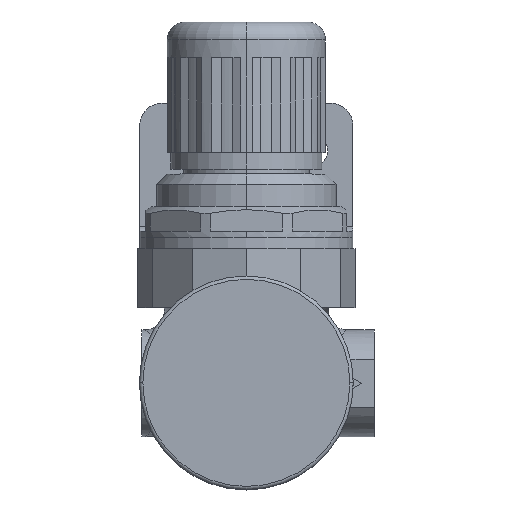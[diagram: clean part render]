
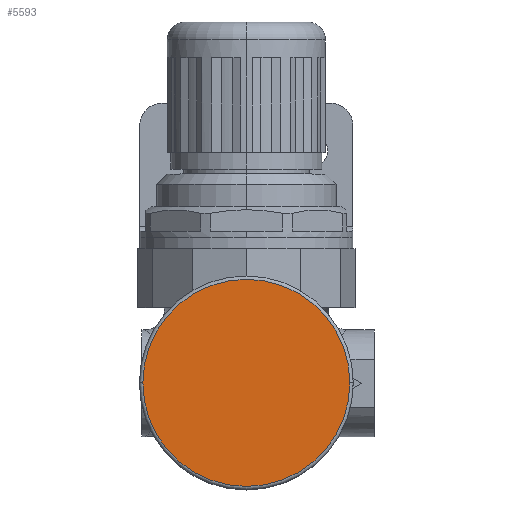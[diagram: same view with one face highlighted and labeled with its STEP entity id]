
A CAD part, top view. The second image highlights one B-rep face of the part: STEP entity #5593.
In plain terms, the highlighted planar face has unit normal (0, 0, 1).
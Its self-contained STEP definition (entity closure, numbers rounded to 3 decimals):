
#335 = FACE_OUTER_BOUND ( 'NONE', #12459, .T. ) ;
#1903 = ORIENTED_EDGE ( 'NONE', *, *, #11480, .F. ) ;
#1950 = AXIS2_PLACEMENT_3D ( 'NONE', #10565, #4678, #11559 ) ;
#2868 = ORIENTED_EDGE ( 'NONE', *, *, #10469, .F. ) ;
#3420 = CARTESIAN_POINT ( 'NONE',  ( 18.45, 0., 32. ) ) ;
#4185 = CARTESIAN_POINT ( 'NONE',  ( 0., 0., 32. ) ) ;
#4678 = DIRECTION ( 'NONE',  ( 0., 0., -1. ) ) ;
#5190 = DIRECTION ( 'NONE',  ( -1., 0., 0. ) ) ;
#5593 = ADVANCED_FACE ( 'NONE', ( #335 ), #12879, .T. ) ;
#5916 = VERTEX_POINT ( 'NONE', #12053 ) ;
#6049 = DIRECTION ( 'NONE',  ( 1., 0., 0. ) ) ;
#6515 = AXIS2_PLACEMENT_3D ( 'NONE', #9925, #11901, #6049 ) ;
#7868 = CIRCLE ( 'NONE', #1950, 18.45 ) ;
#8171 = CIRCLE ( 'NONE', #10915, 18.45 ) ;
#8185 = VERTEX_POINT ( 'NONE', #3420 ) ;
#9925 = CARTESIAN_POINT ( 'NONE',  ( -18.45, 0., 32. ) ) ;
#10469 = EDGE_CURVE ( 'NONE', #8185, #5916, #8171, .T. ) ;
#10565 = CARTESIAN_POINT ( 'NONE',  ( 0., 0., 32. ) ) ;
#10915 = AXIS2_PLACEMENT_3D ( 'NONE', #4185, #11080, #5190 ) ;
#11080 = DIRECTION ( 'NONE',  ( 0., 0., -1. ) ) ;
#11480 = EDGE_CURVE ( 'NONE', #5916, #8185, #7868, .T. ) ;
#11559 = DIRECTION ( 'NONE',  ( -1., 0., 0. ) ) ;
#11901 = DIRECTION ( 'NONE',  ( 0., 0., 1. ) ) ;
#12053 = CARTESIAN_POINT ( 'NONE',  ( -18.45, 0., 32. ) ) ;
#12459 = EDGE_LOOP ( 'NONE', ( #1903, #2868 ) ) ;
#12879 = PLANE ( 'NONE',  #6515 ) ;
